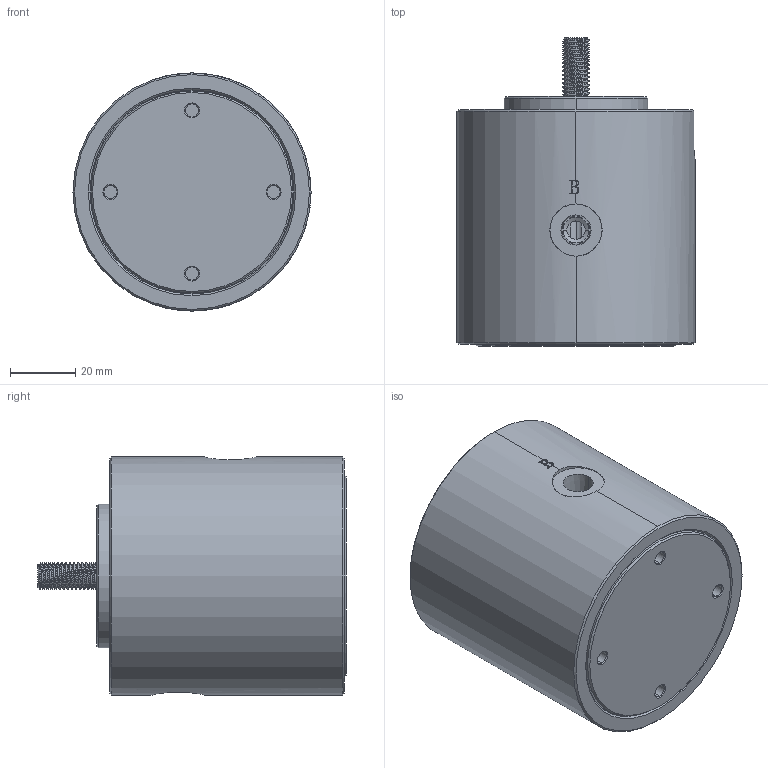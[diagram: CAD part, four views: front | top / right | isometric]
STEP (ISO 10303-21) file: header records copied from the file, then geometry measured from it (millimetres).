
FILE_DESCRIPTION (( 'STEP AP214' ), '1' );
FILE_NAME ('CRB-2.STEP', '2021-03-23T06:38:26', ( 'PC' ), ( '' ), 'SwSTEP 2.0', 'SolidWorks 2016', '' );
FILE_SCHEMA (( 'AUTOMOTIVE_DESIGN' ));
Length unit declared in the file: millimetre
Products named in the file (1): CRB-2
Bounding box: 73 x 94.5 x 73 mm (x, y, z)
Volume: 301948.8 mm3; surface area: 34192.9 mm2
Topology: 1 solids, 1 shells, 271 faces, 704 edges, 452 vertices
Faces by surface type: plane 95, cylinder 93, bspline 44, cone 39
Entity records: 15239 total; most frequent: CARTESIAN_POINT 9118, ORIENTED_EDGE 1396, DIRECTION 1087, EDGE_CURVE 698, VERTEX_POINT 452, AXIS2_PLACEMENT_3D 391, VECTOR 305, LINE 305
